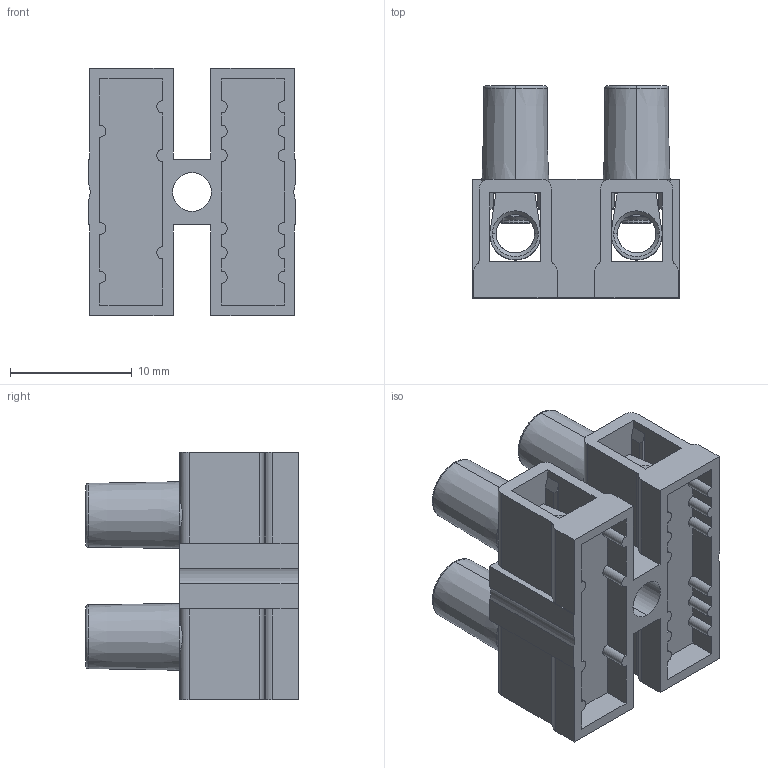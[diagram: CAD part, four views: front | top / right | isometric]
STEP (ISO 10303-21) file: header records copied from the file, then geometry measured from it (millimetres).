
FILE_DESCRIPTION (( 'STEP AP203' ), '1' );
FILE_NAME ('N9201CS2.STEP', '2024-09-05T12:56:55', ( '' ), ( '' ), 'SwSTEP 2.0', 'SolidWorks 2022', '' );
FILE_SCHEMA (( 'CONFIG_CONTROL_DESIGN' ));
Length unit declared in the file: millimetre
Products named in the file (6): SN9201; CS9201; SAVMIC36; SABUSCS9201; SABUS9201-N9201; N9201CS2
Assembly tree (9 placements, depth 3):
  N9201CS2
    SN9201
    SABUSCS9201  x2
      SABUS9201-N9201
      CS9201
    SAVMIC36  x4
Bounding box: 17 x 17.45 x 20.34 mm (x, y, z)
Volume: 2019.3 mm3; surface area: 4911.2 mm2
Topology: 9 solids, 9 shells, 462 faces, 1262 edges, 824 vertices
Faces by surface type: cylinder 220, plane 174, cone 32, torus 24, bspline 12
Entity records: 12703 total; most frequent: CARTESIAN_POINT 3970, ORIENTED_EDGE 1722, DIRECTION 1670, EDGE_CURVE 861, AXIS2_PLACEMENT_3D 596, VERTEX_POINT 560, LINE 478, VECTOR 478
